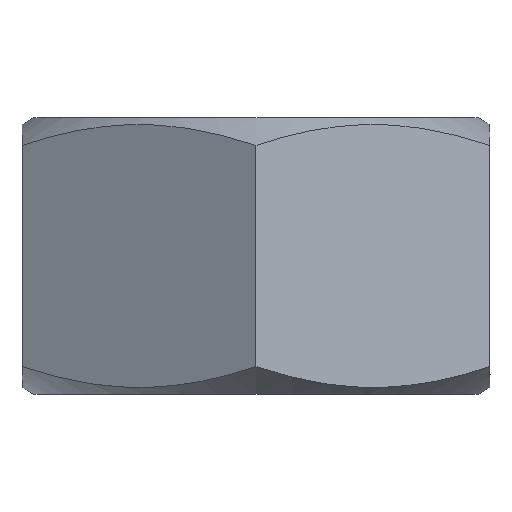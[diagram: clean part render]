
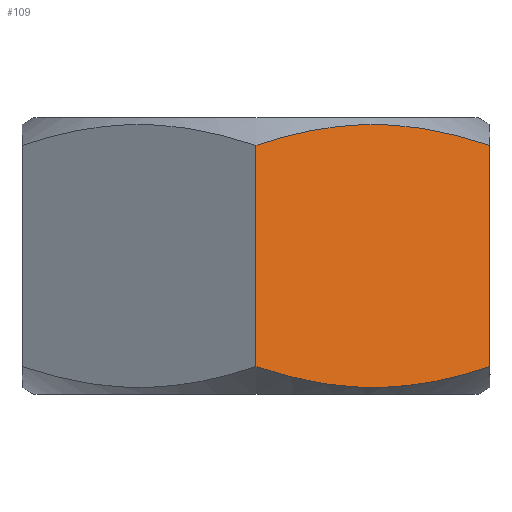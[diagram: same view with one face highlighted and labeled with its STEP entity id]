
A CAD part, front view. The second image highlights one B-rep face of the part: STEP entity #109.
In plain terms, the highlighted planar face has unit normal (0.5, -0.866, 0).
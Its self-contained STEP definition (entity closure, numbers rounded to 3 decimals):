
#109=ADVANCED_FACE('',(#154),#156,.T.);
#154=FACE_BOUND('',#155,.T.);
#155=EDGE_LOOP('',(#240,#241,#242,#243));
#156=PLANE('',#157);
#157=AXIS2_PLACEMENT_3D('',#158,#159,#160);
#158=CARTESIAN_POINT('',(0.,-12.702,0.));
#159=DIRECTION('',(0.5,-0.866,0.));
#160=DIRECTION('',(0.866,0.5,0.));
#240=ORIENTED_EDGE('',*,*,#285,.T.);
#241=ORIENTED_EDGE('',*,*,#284,.T.);
#242=ORIENTED_EDGE('',*,*,#286,.T.);
#243=ORIENTED_EDGE('',*,*,#287,.F.);
#284=EDGE_CURVE('',#316,#318,#320,.T.);
#285=EDGE_CURVE('',#321,#316,#322,.T.);
#286=EDGE_CURVE('',#318,#323,#324,.T.);
#287=EDGE_CURVE('',#321,#323,#325,.T.);
#316=VERTEX_POINT('',#660);
#318=VERTEX_POINT('',#716);
#320=LINE('',#772,#773);
#321=VERTEX_POINT('',#775);
#322=B_SPLINE_CURVE_WITH_KNOTS('',3,
(#776,#777,#778,#779,#780,#781,#782,#783,#784,#785,#786,#787,#788,#789,#790,#791,
#792,#793,#794,#795,#796,#797,#798,#799,#800,#801,#802,#803,#804,#805,#806,#807,
#808,#809,#810,#811,#812,#813,#814,#815,#816,#817,#818,#819,#820,#821),
.UNSPECIFIED.,.F.,.F.,
(4,1,1,1,1,1,1,1,1,1,1,1,1,1,1,1,1,1,1,1,1,1,1,1,1,1,1,1,1,1,1,1,1,1,1,1,1,1,1,1,
1,1,1,4),
(0.,0.011,0.021,0.032,0.044,
0.055,0.071,0.088,0.105,0.12,
0.135,0.154,0.174,0.196,0.221,
0.256,0.293,0.331,0.362,0.392,
0.423,0.454,0.484,0.5,0.513,
0.541,0.569,0.596,0.622,0.649,
0.675,0.702,0.728,0.753,0.779,
0.804,0.829,0.854,0.879,0.903,
0.928,0.952,0.976,1.),
.UNSPECIFIED.);
#323=VERTEX_POINT('',#822);
#324=B_SPLINE_CURVE_WITH_KNOTS('',3,
(#823,#824,#825,#826,#827,#828,#829,#830,#831,#832,#833,#834,#835,#836,#837,#838,
#839,#840,#841,#842,#843,#844,#845,#846,#847,#848,#849,#850,#851,#852,#853,#854,
#855,#856,#857,#858,#859,#860,#861,#862,#863,#864,#865,#866,#867,#868),
.UNSPECIFIED.,.F.,.F.,
(4,1,1,1,1,1,1,1,1,1,1,1,1,1,1,1,1,1,1,1,1,1,1,1,1,1,1,1,1,1,1,1,1,1,1,1,1,1,1,1,
1,1,1,4),
(0.,0.011,0.021,0.032,0.044,
0.055,0.071,0.088,0.105,0.12,
0.135,0.154,0.174,0.196,0.221,
0.256,0.293,0.331,0.362,0.392,
0.423,0.454,0.484,0.5,0.513,
0.541,0.569,0.596,0.622,0.649,
0.675,0.702,0.728,0.753,0.779,
0.804,0.829,0.854,0.879,0.903,
0.928,0.952,0.976,1.),
.UNSPECIFIED.);
#325=LINE('',#869,#870);
#660=CARTESIAN_POINT('',(11.,-6.351,1.3));
#716=CARTESIAN_POINT('',(11.,-6.351,11.7));
#772=CARTESIAN_POINT('',(11.,-6.351,1.3));
#773=VECTOR('',#774,1.);
#774=DIRECTION('',(0.,0.,1.));
#775=CARTESIAN_POINT('',(0.,-12.702,1.3));
#776=CARTESIAN_POINT('',(0.,-12.702,1.3));
#777=CARTESIAN_POINT('',(0.038,-12.68,1.287));
#778=CARTESIAN_POINT('',(0.114,-12.636,1.262));
#779=CARTESIAN_POINT('',(0.23,-12.569,1.225));
#780=CARTESIAN_POINT('',(0.348,-12.501,1.187));
#781=CARTESIAN_POINT('',(0.469,-12.431,1.149));
#782=CARTESIAN_POINT('',(0.609,-12.35,1.106));
#783=CARTESIAN_POINT('',(0.768,-12.258,1.058));
#784=CARTESIAN_POINT('',(0.949,-12.154,1.005));
#785=CARTESIAN_POINT('',(1.124,-12.053,0.955));
#786=CARTESIAN_POINT('',(1.296,-11.953,0.908));
#787=CARTESIAN_POINT('',(1.474,-11.851,0.861));
#788=CARTESIAN_POINT('',(1.671,-11.737,0.811));
#789=CARTESIAN_POINT('',(1.894,-11.608,0.757));
#790=CARTESIAN_POINT('',(2.137,-11.468,0.701));
#791=CARTESIAN_POINT('',(2.439,-11.293,0.636));
#792=CARTESIAN_POINT('',(2.794,-11.088,0.567));
#793=CARTESIAN_POINT('',(3.201,-10.854,0.498));
#794=CARTESIAN_POINT('',(3.59,-10.629,0.442));
#795=CARTESIAN_POINT('',(3.958,-10.417,0.399));
#796=CARTESIAN_POINT('',(4.299,-10.219,0.366));
#797=CARTESIAN_POINT('',(4.644,-10.021,0.342));
#798=CARTESIAN_POINT('',(4.985,-9.823,0.325));
#799=CARTESIAN_POINT('',(5.271,-9.659,0.319));
#800=CARTESIAN_POINT('',(5.491,-9.531,0.317));
#801=CARTESIAN_POINT('',(5.704,-9.408,0.318));
#802=CARTESIAN_POINT('',(5.961,-9.26,0.324));
#803=CARTESIAN_POINT('',(6.267,-9.084,0.337));
#804=CARTESIAN_POINT('',(6.568,-8.91,0.356));
#805=CARTESIAN_POINT('',(6.865,-8.738,0.381));
#806=CARTESIAN_POINT('',(7.161,-8.568,0.412));
#807=CARTESIAN_POINT('',(7.454,-8.398,0.449));
#808=CARTESIAN_POINT('',(7.745,-8.23,0.491));
#809=CARTESIAN_POINT('',(8.032,-8.064,0.537));
#810=CARTESIAN_POINT('',(8.317,-7.9,0.589));
#811=CARTESIAN_POINT('',(8.598,-7.738,0.644));
#812=CARTESIAN_POINT('',(8.876,-7.577,0.704));
#813=CARTESIAN_POINT('',(9.151,-7.419,0.767));
#814=CARTESIAN_POINT('',(9.423,-7.262,0.834));
#815=CARTESIAN_POINT('',(9.691,-7.106,0.904));
#816=CARTESIAN_POINT('',(9.957,-6.953,0.978));
#817=CARTESIAN_POINT('',(10.221,-6.801,1.054));
#818=CARTESIAN_POINT('',(10.482,-6.65,1.133));
#819=CARTESIAN_POINT('',(10.742,-6.5,1.215));
#820=CARTESIAN_POINT('',(10.914,-6.4,1.271));
#821=CARTESIAN_POINT('',(11.,-6.351,1.3));
#822=CARTESIAN_POINT('',(0.,-12.702,11.7));
#823=CARTESIAN_POINT('',(11.,-6.351,11.7));
#824=CARTESIAN_POINT('',(10.962,-6.373,11.713));
#825=CARTESIAN_POINT('',(10.886,-6.417,11.738));
#826=CARTESIAN_POINT('',(10.77,-6.484,11.775));
#827=CARTESIAN_POINT('',(10.652,-6.552,11.813));
#828=CARTESIAN_POINT('',(10.531,-6.622,11.851));
#829=CARTESIAN_POINT('',(10.391,-6.702,11.894));
#830=CARTESIAN_POINT('',(10.232,-6.794,11.942));
#831=CARTESIAN_POINT('',(10.051,-6.899,11.995));
#832=CARTESIAN_POINT('',(9.876,-7.,12.045));
#833=CARTESIAN_POINT('',(9.704,-7.099,12.092));
#834=CARTESIAN_POINT('',(9.526,-7.202,12.139));
#835=CARTESIAN_POINT('',(9.329,-7.316,12.189));
#836=CARTESIAN_POINT('',(9.106,-7.444,12.243));
#837=CARTESIAN_POINT('',(8.863,-7.585,12.299));
#838=CARTESIAN_POINT('',(8.561,-7.759,12.364));
#839=CARTESIAN_POINT('',(8.206,-7.964,12.433));
#840=CARTESIAN_POINT('',(7.799,-8.199,12.502));
#841=CARTESIAN_POINT('',(7.41,-8.424,12.558));
#842=CARTESIAN_POINT('',(7.042,-8.636,12.601));
#843=CARTESIAN_POINT('',(6.701,-8.833,12.634));
#844=CARTESIAN_POINT('',(6.356,-9.032,12.658));
#845=CARTESIAN_POINT('',(6.015,-9.229,12.675));
#846=CARTESIAN_POINT('',(5.729,-9.394,12.681));
#847=CARTESIAN_POINT('',(5.509,-9.521,12.683));
#848=CARTESIAN_POINT('',(5.296,-9.644,12.682));
#849=CARTESIAN_POINT('',(5.039,-9.792,12.676));
#850=CARTESIAN_POINT('',(4.733,-9.969,12.663));
#851=CARTESIAN_POINT('',(4.432,-10.143,12.644));
#852=CARTESIAN_POINT('',(4.135,-10.314,12.619));
#853=CARTESIAN_POINT('',(3.839,-10.485,12.588));
#854=CARTESIAN_POINT('',(3.546,-10.654,12.551));
#855=CARTESIAN_POINT('',(3.255,-10.822,12.509));
#856=CARTESIAN_POINT('',(2.968,-10.988,12.463));
#857=CARTESIAN_POINT('',(2.683,-11.153,12.411));
#858=CARTESIAN_POINT('',(2.402,-11.315,12.356));
#859=CARTESIAN_POINT('',(2.124,-11.475,12.296));
#860=CARTESIAN_POINT('',(1.849,-11.634,12.233));
#861=CARTESIAN_POINT('',(1.577,-11.791,12.166));
#862=CARTESIAN_POINT('',(1.309,-11.946,12.096));
#863=CARTESIAN_POINT('',(1.043,-12.1,12.022));
#864=CARTESIAN_POINT('',(0.779,-12.252,11.946));
#865=CARTESIAN_POINT('',(0.518,-12.403,11.867));
#866=CARTESIAN_POINT('',(0.258,-12.553,11.785));
#867=CARTESIAN_POINT('',(0.086,-12.652,11.729));
#868=CARTESIAN_POINT('',(0.,-12.702,11.7));
#869=CARTESIAN_POINT('',(0.,-12.702,1.3));
#870=VECTOR('',#871,1.);
#871=DIRECTION('',(0.,0.,1.));
